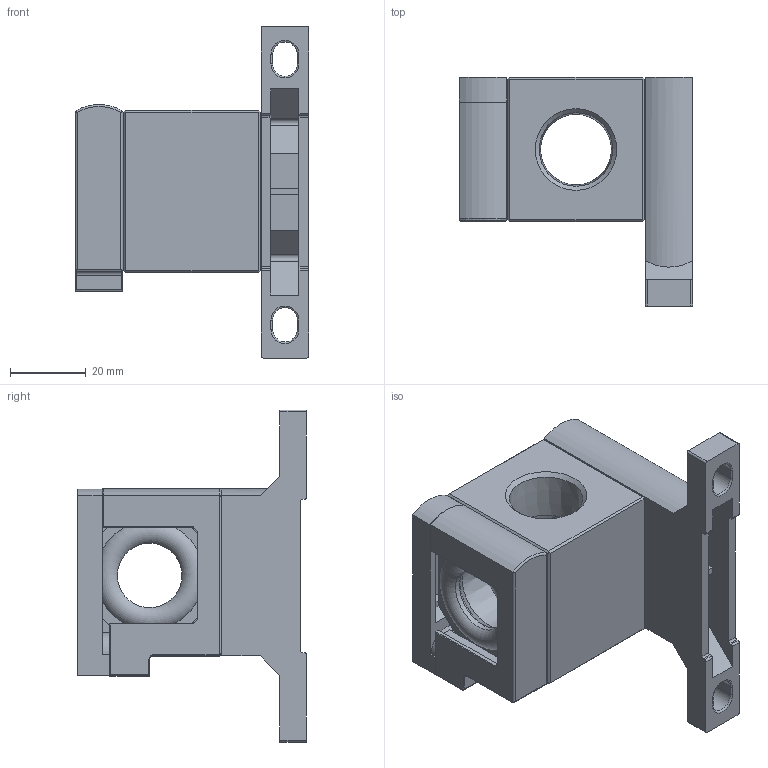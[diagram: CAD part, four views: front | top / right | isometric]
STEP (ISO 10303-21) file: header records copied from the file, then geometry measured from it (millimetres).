
FILE_DESCRIPTION( ( 'Unknown' ), '1' );
FILE_NAME( 'T15-MACP302-1.stp', 'Unknown', ( 'Unknown' ), ( 'Unknown' ), 'PSStep 15.0.49', 'Unknown', ' ' );
FILE_SCHEMA( ( 'AUTOMOTIVE_DESIGN { 1 0 10303 214 1 1 1 1 }' ) );
Length unit declared in the file: millimetre
Products named in the file (3): 3010104010301
Bounding box: 61.5 x 60.3 x 87.5 mm (x, y, z)
Volume: 79580.6 mm3; surface area: 34817.4 mm2
Topology: 3 solids, 3 shells, 350 faces, 903 edges, 572 vertices
Faces by surface type: plane 246, cylinder 71, torus 23, cone 8, bspline 2
Full cylindrical faces by diameter (mm): 7 x2, 7.2 x4, 17 x2, 18.631 x2
Entity records: 13519 total; most frequent: CARTESIAN_POINT 2292, ORIENTED_EDGE 1718, DIRECTION 1678, EDGE_CURVE 859, LINE 688, VECTOR 688, VERTEX_POINT 562, AXIS2_PLACEMENT_3D 495
